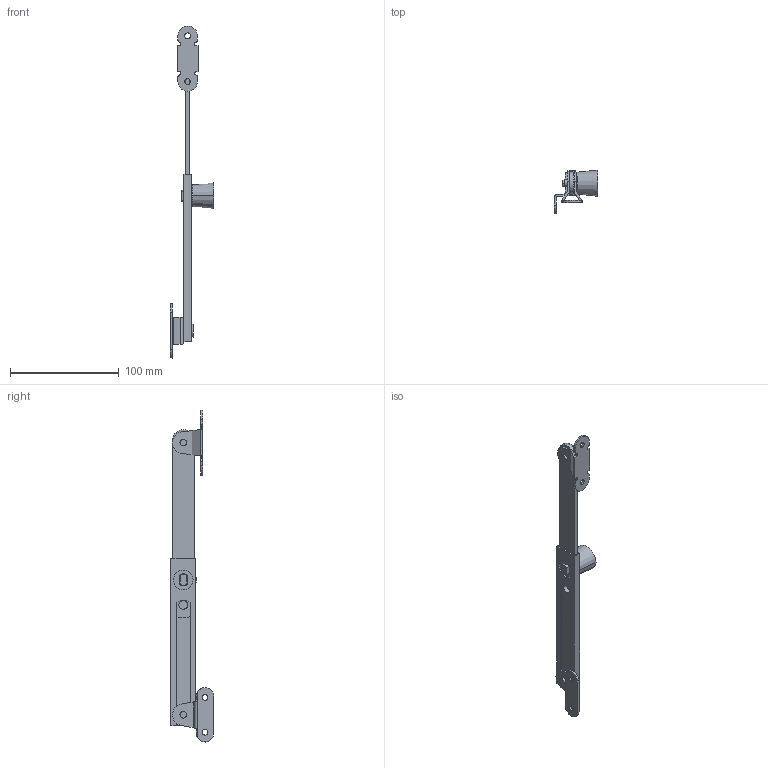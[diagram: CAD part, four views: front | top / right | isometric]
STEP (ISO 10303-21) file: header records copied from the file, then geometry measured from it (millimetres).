
FILE_DESCRIPTION (( 'STEP AP203' ), '1' );
FILE_NAME ('B-1469-3.STEP', '2012-01-13T08:09:27', ( '' ), ( '' ), 'SwSTEP 2.0', 'SolidWorks 2011', '' );
FILE_SCHEMA (( 'CONFIG_CONTROL_DESIGN' ));
Length unit declared in the file: millimetre
Products named in the file (9): B-1469-3僗儔僀僪働乕僗_; B-1469-3ステー_; B-1469-3僽儔働僢僩A_; B-1469-3_僽儔働僢僩B_; B-1469-3ピンA_; B-1469-3僗僩僢僷乕_; B-1469-3ツマミ_; B-1469-3; B-1469-3ピンB_
Assembly tree (8 placements, depth 2):
  B-1469-3
    B-1469-3_僽儔働僢僩B_
    B-1469-3僗僩僢僷乕_
    B-1469-3ツマミ_
    B-1469-3ピンA_
    B-1469-3ピンB_
    B-1469-3僽儔働僢僩A_
    B-1469-3ステー_
    B-1469-3僗儔僀僪働乕僗_
Bounding box: 40 x 40 x 305 mm (x, y, z)
Volume: 34442.8 mm3; surface area: 34131.7 mm2
Topology: 8 solids, 8 shells, 159 faces, 400 edges, 264 vertices
Faces by surface type: plane 79, cylinder 78, cone 2
Entity records: 5827 total; most frequent: DIRECTION 882, CARTESIAN_POINT 872, ORIENTED_EDGE 800, EDGE_CURVE 400, AXIS2_PLACEMENT_3D 322, VERTEX_POINT 264, VECTOR 238, LINE 238
